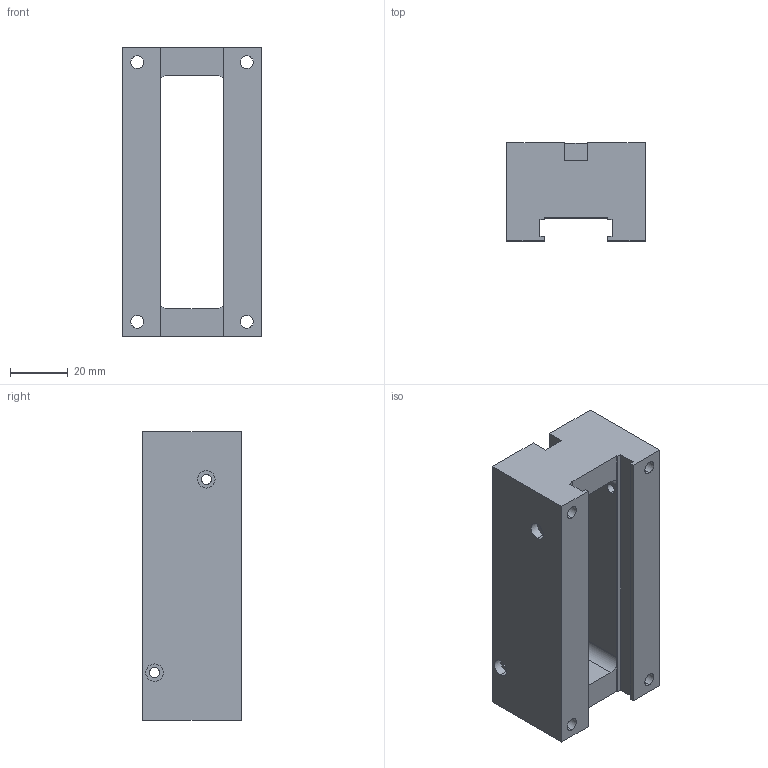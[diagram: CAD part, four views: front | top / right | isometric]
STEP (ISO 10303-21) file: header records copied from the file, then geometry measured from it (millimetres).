
FILE_DESCRIPTION (( 'STEP AP214' ), '1' );
FILE_NAME ('161000695_FW_2080~0.STEP', '2011-09-30T18:55:57', ( ' ' ), ( ' ' ), 'SwSTEP 2.0', 'SolidWorks 2008', '' );
FILE_SCHEMA (( 'AUTOMOTIVE_DESIGN' ));
Length unit declared in the file: millimetre
Products named in the file (1): 161000695_FW_2080~0
Bounding box: 48 x 34 x 100 mm (x, y, z)
Volume: 89481.3 mm3; surface area: 25762.3 mm2
Topology: 1 solids, 1 shells, 72 faces, 188 edges, 124 vertices
Faces by surface type: cylinder 36, plane 36
Entity records: 2295 total; most frequent: DIRECTION 410, CARTESIAN_POINT 385, ORIENTED_EDGE 376, EDGE_CURVE 188, AXIS2_PLACEMENT_3D 149, VERTEX_POINT 124, VECTOR 112, LINE 112
